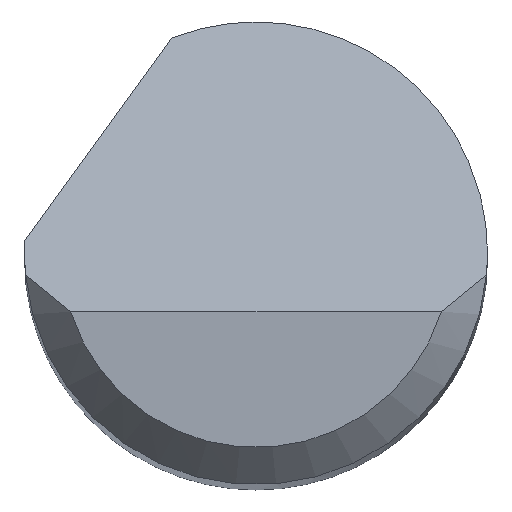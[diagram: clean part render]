
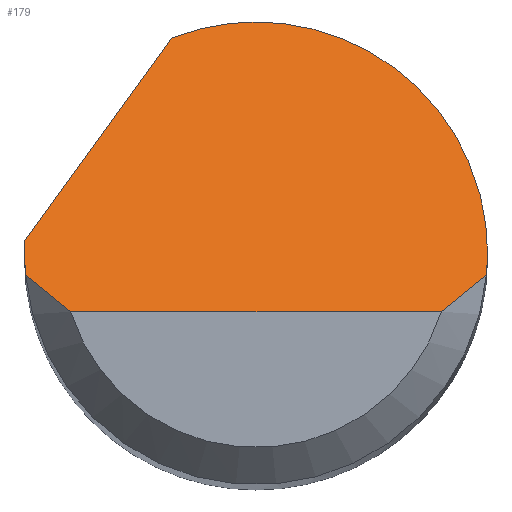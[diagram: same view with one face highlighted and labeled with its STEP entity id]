
A CAD part, top view. The second image highlights one B-rep face of the part: STEP entity #179.
In plain terms, the highlighted planar face has unit normal (0, 0.707, 0.707).
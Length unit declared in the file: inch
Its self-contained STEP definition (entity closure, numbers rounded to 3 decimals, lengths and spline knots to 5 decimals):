
#2 = CARTESIAN_POINT ( 'NONE',  ( -0.09362, 0.005, 1.97125 ) ) ;
#19 = CARTESIAN_POINT ( 'NONE',  ( 0.03379, 0.11369, 1.86256 ) ) ;
#24 = CARTESIAN_POINT ( 'NONE',  ( -0.09375, -0.02375, 2. ) ) ;
#27 = CARTESIAN_POINT ( 'NONE',  ( -0.09334, -0.00875, 1.985 ) ) ;
#36 = CARTESIAN_POINT ( 'NONE',  ( -0.08761, -0.01397, 1.99022 ) ) ;
#59 = CARTESIAN_POINT ( 'NONE',  ( 0.09375, 0., 1.97625 ) ) ;
#64 =( BOUNDED_CURVE ( )  B_SPLINE_CURVE ( 3, ( #302, #485, #248, #2 ),
 .UNSPECIFIED., .F., .F. ) 
 B_SPLINE_CURVE_WITH_KNOTS ( ( 4, 4 ),
 ( 4.71239, 4.76575 ),
 .UNSPECIFIED. ) 
 CURVE ( )  GEOMETRIC_REPRESENTATION_ITEM ( )  RATIONAL_B_SPLINE_CURVE ( ( 1., 1., 1., 1. ) ) 
 REPRESENTATION_ITEM ( '' )  );
#80 = EDGE_CURVE ( 'NONE', #528, #424, #64, .T. ) ;
#81 = ORIENTED_EDGE ( 'NONE', *, *, #300, .T. ) ;
#108 = EDGE_CURVE ( 'NONE', #437, #156, #144, .T. ) ;
#142 = EDGE_CURVE ( 'NONE', #448, #156, #435, .T. ) ;
#144 = B_SPLINE_CURVE_WITH_KNOTS ( 'NONE', 3,
 ( #769, #714, #605, #778 ),
 .UNSPECIFIED., .F., .F.,
 ( 4, 4 ),
 ( 0., 0.00071 ),
 .UNSPECIFIED. ) ;
#156 = VERTEX_POINT ( 'NONE', #597 ) ;
#177 = AXIS2_PLACEMENT_3D ( 'NONE', #24, #428, #564 ) ;
#179 = ADVANCED_FACE ( 'NONE', ( #450 ), #508, .F. ) ;
#194 = CARTESIAN_POINT ( 'NONE',  ( 0.09375, 0., 1.97625 ) ) ;
#197 = VECTOR ( 'NONE', #397, 39.37008 ) ;
#209 = CARTESIAN_POINT ( 'NONE',  ( -0.09334, -0.00875, 1.985 ) ) ;
#231 = ORIENTED_EDGE ( 'NONE', *, *, #603, .F. ) ;
#248 = CARTESIAN_POINT ( 'NONE',  ( -0.09371, 0.00333, 1.97292 ) ) ;
#250 = CARTESIAN_POINT ( 'NONE',  ( -0.09375, 0., 1.97625 ) ) ;
#265 = CARTESIAN_POINT ( 'NONE',  ( -0.03394, 0.08739, 1.88886 ) ) ;
#268 = CARTESIAN_POINT ( 'NONE',  ( -0.03394, 0.08739, 1.88886 ) ) ;
#275 = LINE ( 'NONE', #697, #197 ) ;
#279 = VERTEX_POINT ( 'NONE', #321 ) ;
#280 = CARTESIAN_POINT ( 'NONE',  ( -0.08157, -0.019, 1.99525 ) ) ;
#289 =( BOUNDED_CURVE ( )  B_SPLINE_CURVE ( 3, ( #209, #571, #430, #378 ),
 .UNSPECIFIED., .F., .T. ) 
 B_SPLINE_CURVE_WITH_KNOTS ( ( 4, 4 ),
 ( 4.61892, 4.71239 ),
 .UNSPECIFIED. ) 
 CURVE ( )  GEOMETRIC_REPRESENTATION_ITEM ( )  RATIONAL_B_SPLINE_CURVE ( ( 1., 0.999, 0.999, 1. ) ) 
 REPRESENTATION_ITEM ( '' )  );
#300 = EDGE_CURVE ( 'NONE', #279, #766, #660, .T. ) ;
#302 = CARTESIAN_POINT ( 'NONE',  ( -0.09375, 0., 1.97625 ) ) ;
#310 = CARTESIAN_POINT ( 'NONE',  ( 0.09334, -0.00875, 1.985 ) ) ;
#321 = CARTESIAN_POINT ( 'NONE',  ( -0.09334, -0.00875, 1.985 ) ) ;
#352 = CARTESIAN_POINT ( 'NONE',  ( 0.07508, -0.02375, 2. ) ) ;
#356 = CARTESIAN_POINT ( 'NONE',  ( -0.09362, 0.005, 1.97125 ) ) ;
#359 =( BOUNDED_CURVE ( )  B_SPLINE_CURVE ( 3, ( #265, #19, #619, #194 ),
 .UNSPECIFIED., .F., .F. ) 
 B_SPLINE_CURVE_WITH_KNOTS ( ( 4, 4 ),
 ( 5.91277, 7.85398 ),
 .UNSPECIFIED. ) 
 CURVE ( )  GEOMETRIC_REPRESENTATION_ITEM ( )  RATIONAL_B_SPLINE_CURVE ( ( 1., 0.71, 0.71, 1. ) ) 
 REPRESENTATION_ITEM ( '' )  );
#365 = EDGE_CURVE ( 'NONE', #424, #748, #275, .T. ) ;
#378 = CARTESIAN_POINT ( 'NONE',  ( -0.09375, 0., 1.97625 ) ) ;
#397 = DIRECTION ( 'NONE',  ( 0.456, 0.629, -0.629 ) ) ;
#424 = VERTEX_POINT ( 'NONE', #356 ) ;
#428 = DIRECTION ( 'NONE',  ( 0., -0.707, -0.707 ) ) ;
#430 = CARTESIAN_POINT ( 'NONE',  ( -0.09375, -0.00292, 1.97917 ) ) ;
#435 =( BOUNDED_CURVE ( )  B_SPLINE_CURVE ( 3, ( #59, #541, #775, #310 ),
 .UNSPECIFIED., .F., .F. ) 
 B_SPLINE_CURVE_WITH_KNOTS ( ( 4, 4 ),
 ( 1.5708, 1.66427 ),
 .UNSPECIFIED. ) 
 CURVE ( )  GEOMETRIC_REPRESENTATION_ITEM ( )  RATIONAL_B_SPLINE_CURVE ( ( 1., 0.999, 0.999, 1. ) ) 
 REPRESENTATION_ITEM ( '' )  );
#436 = CARTESIAN_POINT ( 'NONE',  ( -0.07508, -0.02375, 2. ) ) ;
#437 = VERTEX_POINT ( 'NONE', #352 ) ;
#448 = VERTEX_POINT ( 'NONE', #591 ) ;
#450 = FACE_OUTER_BOUND ( 'NONE', #737, .T. ) ;
#485 = CARTESIAN_POINT ( 'NONE',  ( -0.09375, 0.00167, 1.97458 ) ) ;
#496 = CARTESIAN_POINT ( 'NONE',  ( 0., -0.02375, 2. ) ) ;
#508 = PLANE ( 'NONE',  #177 ) ;
#516 = CARTESIAN_POINT ( 'NONE',  ( -0.07508, -0.02375, 2. ) ) ;
#519 = ORIENTED_EDGE ( 'NONE', *, *, #723, .F. ) ;
#521 = ORIENTED_EDGE ( 'NONE', *, *, #709, .T. ) ;
#528 = VERTEX_POINT ( 'NONE', #250 ) ;
#530 = ORIENTED_EDGE ( 'NONE', *, *, #142, .F. ) ;
#541 = CARTESIAN_POINT ( 'NONE',  ( 0.09375, -0.00292, 1.97917 ) ) ;
#564 = DIRECTION ( 'NONE',  ( 0., 0.707, -0.707 ) ) ;
#571 = CARTESIAN_POINT ( 'NONE',  ( -0.09361, -0.00584, 1.98209 ) ) ;
#575 = ORIENTED_EDGE ( 'NONE', *, *, #365, .F. ) ;
#591 = CARTESIAN_POINT ( 'NONE',  ( 0.09375, 0., 1.97625 ) ) ;
#597 = CARTESIAN_POINT ( 'NONE',  ( 0.09334, -0.00875, 1.985 ) ) ;
#603 = EDGE_CURVE ( 'NONE', #748, #448, #359, .T. ) ;
#605 = CARTESIAN_POINT ( 'NONE',  ( 0.08761, -0.01397, 1.99022 ) ) ;
#619 = CARTESIAN_POINT ( 'NONE',  ( 0.09375, 0.07266, 1.90359 ) ) ;
#629 = ORIENTED_EDGE ( 'NONE', *, *, #80, .F. ) ;
#660 = B_SPLINE_CURVE_WITH_KNOTS ( 'NONE', 3,
 ( #27, #36, #280, #516 ),
 .UNSPECIFIED., .F., .F.,
 ( 4, 4 ),
 ( 0., 0.00071 ),
 .UNSPECIFIED. ) ;
#668 = LINE ( 'NONE', #496, #729 ) ;
#697 = CARTESIAN_POINT ( 'NONE',  ( -0.11014, -0.01781, 1.99406 ) ) ;
#709 = EDGE_CURVE ( 'NONE', #766, #437, #668, .T. ) ;
#714 = CARTESIAN_POINT ( 'NONE',  ( 0.08157, -0.019, 1.99525 ) ) ;
#723 = EDGE_CURVE ( 'NONE', #279, #528, #289, .T. ) ;
#728 = DIRECTION ( 'NONE',  ( 1., 0., 0. ) ) ;
#729 = VECTOR ( 'NONE', #728, 39.37008 ) ;
#737 = EDGE_LOOP ( 'NONE', ( #521, #755, #530, #231, #575, #629, #519, #81 ) ) ;
#748 = VERTEX_POINT ( 'NONE', #268 ) ;
#755 = ORIENTED_EDGE ( 'NONE', *, *, #108, .T. ) ;
#766 = VERTEX_POINT ( 'NONE', #436 ) ;
#769 = CARTESIAN_POINT ( 'NONE',  ( 0.07508, -0.02375, 2. ) ) ;
#775 = CARTESIAN_POINT ( 'NONE',  ( 0.09361, -0.00584, 1.98209 ) ) ;
#778 = CARTESIAN_POINT ( 'NONE',  ( 0.09334, -0.00875, 1.985 ) ) ;
